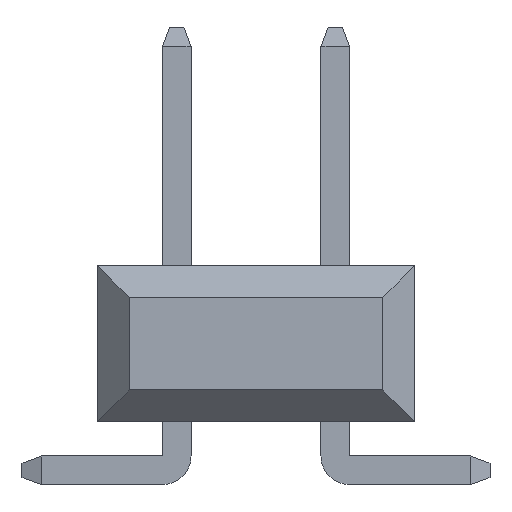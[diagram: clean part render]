
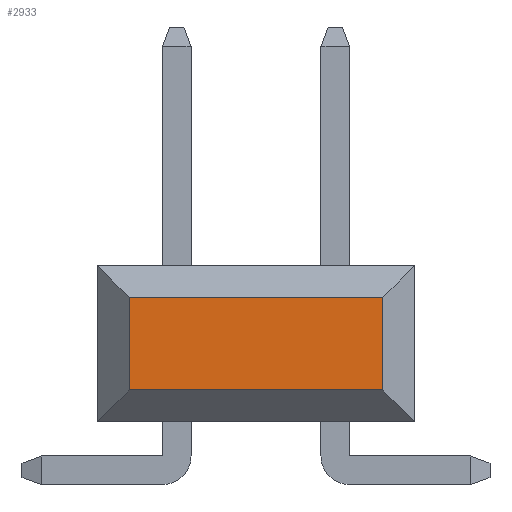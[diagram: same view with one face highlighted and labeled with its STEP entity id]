
A CAD part, left-side view. The second image highlights one B-rep face of the part: STEP entity #2933.
In plain terms, the highlighted planar face has unit normal (-1, 0, 0).
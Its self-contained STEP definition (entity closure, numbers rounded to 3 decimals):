
#63=FACE_OUTER_BOUND('',#249,.T.);
#249=EDGE_LOOP('',(#1927,#1928,#1929,#1930));
#443=LINE('',#4184,#847);
#444=LINE('',#4187,#848);
#445=LINE('',#4189,#849);
#446=LINE('',#4190,#850);
#847=VECTOR('',#3365,10.);
#848=VECTOR('',#3368,10.);
#849=VECTOR('',#3369,10.);
#850=VECTOR('',#3370,10.);
#1246=VERTEX_POINT('',#4177);
#1249=VERTEX_POINT('',#4182);
#1250=VERTEX_POINT('',#4186);
#1251=VERTEX_POINT('',#4188);
#1503=EDGE_CURVE('',#1249,#1246,#443,.T.);
#1504=EDGE_CURVE('',#1250,#1249,#444,.T.);
#1505=EDGE_CURVE('',#1251,#1250,#445,.T.);
#1506=EDGE_CURVE('',#1246,#1251,#446,.T.);
#1927=ORIENTED_EDGE('',*,*,#1503,.F.);
#1928=ORIENTED_EDGE('',*,*,#1504,.F.);
#1929=ORIENTED_EDGE('',*,*,#1505,.F.);
#1930=ORIENTED_EDGE('',*,*,#1506,.F.);
#2755=PLANE('',#3142);
#2933=ADVANCED_FACE('',(#63),#2755,.F.);
#3142=AXIS2_PLACEMENT_3D('',#4185,#3366,#3367);
#3365=DIRECTION('',(0.,1.,0.));
#3366=DIRECTION('center_axis',(1.,0.,0.));
#3367=DIRECTION('ref_axis',(0.,0.,-1.));
#3368=DIRECTION('',(0.,0.,-1.));
#3369=DIRECTION('',(0.,-1.,0.));
#3370=DIRECTION('',(0.,0.,1.));
#4177=CARTESIAN_POINT('',(-1.27,0.762,1.518));
#4182=CARTESIAN_POINT('',(-1.27,-3.302,1.518));
#4184=CARTESIAN_POINT('',(-1.27,-2.54,1.518));
#4185=CARTESIAN_POINT('Origin',(-1.27,-1.27,2.26));
#4186=CARTESIAN_POINT('',(-1.27,-3.302,3.002));
#4187=CARTESIAN_POINT('',(-1.27,-3.302,2.93));
#4188=CARTESIAN_POINT('',(-1.27,0.762,3.002));
#4189=CARTESIAN_POINT('',(-1.27,0.,3.002));
#4190=CARTESIAN_POINT('',(-1.27,0.762,1.59));
